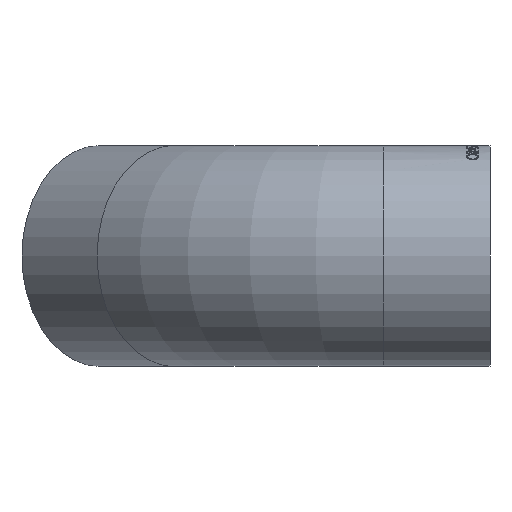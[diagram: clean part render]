
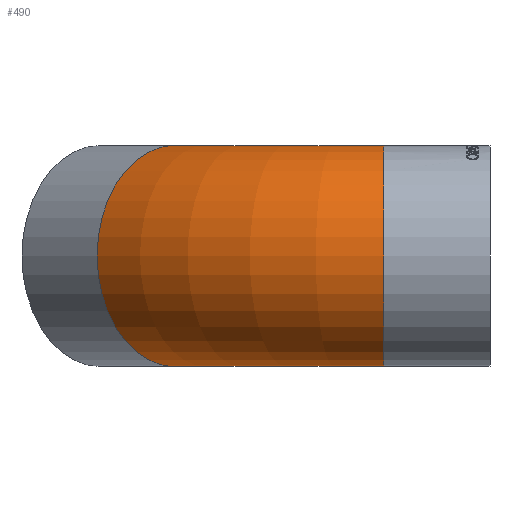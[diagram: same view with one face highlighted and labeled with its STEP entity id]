
A CAD part, left-side view. The second image highlights one B-rep face of the part: STEP entity #490.
In plain terms, the highlighted toroidal (fillet/blend) face has major radius 152.5 mm and minor radius 57.15 mm.
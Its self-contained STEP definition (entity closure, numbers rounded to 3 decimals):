
#444 = DIRECTION ( 'NONE',  ( 0., 0., -1. ) ) ;
#460 = FACE_OUTER_BOUND ( 'NONE', #582, .T. ) ;
#490 = ADVANCED_FACE ( 'NONE', ( #1509, #460 ), #2717, .T. ) ;
#582 = EDGE_LOOP ( 'NONE', ( #2113 ) ) ;
#976 = VERTEX_POINT ( 'NONE', #2478 ) ;
#1236 = DIRECTION ( 'NONE',  ( 0., 0., 1. ) ) ;
#1431 = DIRECTION ( 'NONE',  ( 0.707, 0.707, 0. ) ) ;
#1509 = FACE_OUTER_BOUND ( 'NONE', #3149, .T. ) ;
#1624 = DIRECTION ( 'NONE',  ( 0., 1., 0. ) ) ;
#1841 = CIRCLE ( 'NONE', #3322, 57.15 ) ;
#2113 = ORIENTED_EDGE ( 'NONE', *, *, #2207, .T. ) ;
#2205 = VERTEX_POINT ( 'NONE', #2257 ) ;
#2207 = EDGE_CURVE ( 'NONE', #976, #976, #1841, .T. ) ;
#2257 = CARTESIAN_POINT ( 'NONE',  ( -107.834, 162.834, 57.15 ) ) ;
#2264 = DIRECTION ( 'NONE',  ( -1., 0., 0. ) ) ;
#2459 = EDGE_CURVE ( 'NONE', #2205, #2205, #2598, .T. ) ;
#2461 = CARTESIAN_POINT ( 'NONE',  ( -107.834, 162.834, 0. ) ) ;
#2478 = CARTESIAN_POINT ( 'NONE',  ( -152.5, 55., 57.15 ) ) ;
#2598 = CIRCLE ( 'NONE', #3039, 57.15 ) ;
#2631 = DIRECTION ( 'NONE',  ( 0., 0., 1. ) ) ;
#2646 = ORIENTED_EDGE ( 'NONE', *, *, #2459, .F. ) ;
#2717 = TOROIDAL_SURFACE ( 'NONE', #3167, 152.5, 57.15 ) ;
#3007 = CARTESIAN_POINT ( 'NONE',  ( 0., 55., 0. ) ) ;
#3039 = AXIS2_PLACEMENT_3D ( 'NONE', #2461, #1431, #1236 ) ;
#3149 = EDGE_LOOP ( 'NONE', ( #2646 ) ) ;
#3167 = AXIS2_PLACEMENT_3D ( 'NONE', #3007, #444, #2264 ) ;
#3233 = CARTESIAN_POINT ( 'NONE',  ( -152.5, 55., 0. ) ) ;
#3322 = AXIS2_PLACEMENT_3D ( 'NONE', #3233, #1624, #2631 ) ;
